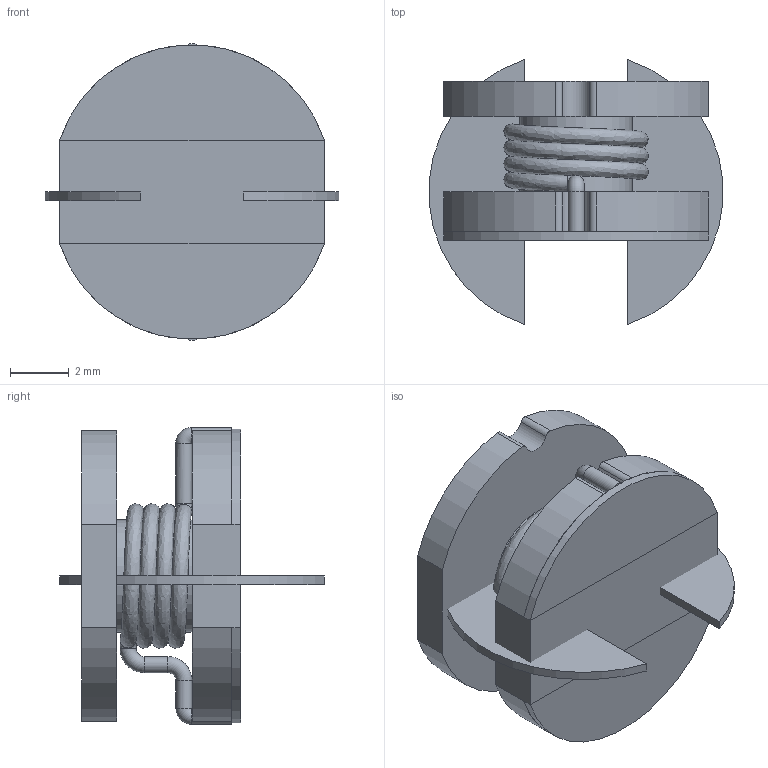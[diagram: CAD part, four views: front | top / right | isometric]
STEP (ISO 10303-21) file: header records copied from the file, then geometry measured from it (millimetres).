
FILE_DESCRIPTION( ( 'Unknown' ), '1' );
FILE_NAME( '744776112.stp', 'Unknown', ( 'Unknown' ), ( 'Unknown' ), 'XStep 1.0', 'Unknown', ' ' );
FILE_SCHEMA( ( 'automotive_design' ) );
Length unit declared in the file: millimetre
Products named in the file (5): Assem1; 744776112; L飆fl踄he
Bounding box: 9.97 x 9 x 10.09 mm (x, y, z)
Volume: 502.4 mm3; surface area: 1181.3 mm2
Topology: 8 solids, 8 shells, 254 faces, 668 edges, 450 vertices
Faces by surface type: plane 152, cylinder 56, extrusion 32, torus 8, bspline 6
Full cylindrical faces by diameter (mm): 0.544 x10, 3.81 x2
Entity records: 6327 total; most frequent: CARTESIAN_POINT 2499, ORIENTED_EDGE 626, DIRECTION 461, EDGE_CURVE 313, VERTEX_POINT 220, AXIS2_PLACEMENT_3D 168, EDGE_LOOP 157, B_SPLINE_CURVE_WITH_KNOTS 146
